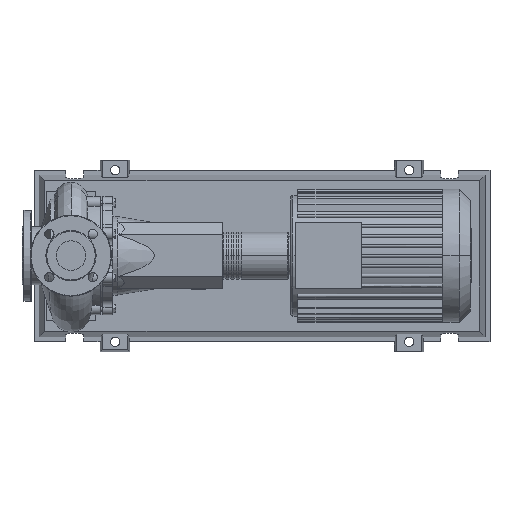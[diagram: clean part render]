
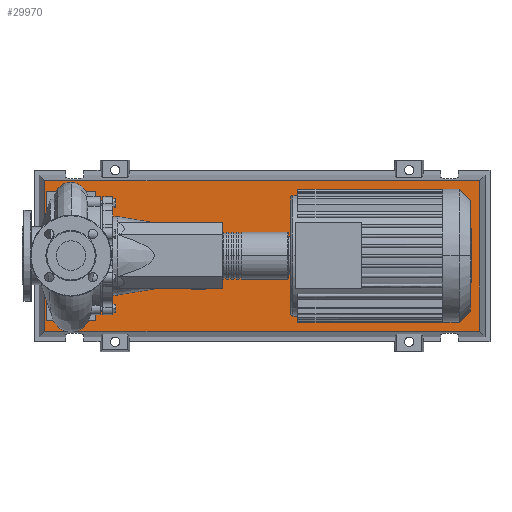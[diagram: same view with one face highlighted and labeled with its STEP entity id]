
A CAD part, top view. The second image highlights one B-rep face of the part: STEP entity #29970.
In plain terms, the highlighted planar face has unit normal (0, 0, 1).
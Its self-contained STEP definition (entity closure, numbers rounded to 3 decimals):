
#29651=CARTESIAN_POINT('',(833.292,-153.292,83.0));
#29652=VERTEX_POINT('',#29651);
#29659=CARTESIAN_POINT('',(-53.292,-153.292,83.0));
#29660=VERTEX_POINT('',#29659);
#29661=CARTESIAN_POINT('',(833.292,-153.292,83.0));
#29662=DIRECTION('',(-1.0,0.0,0.0));
#29663=VECTOR('',#29662,886.584);
#29664=LINE('',#29661,#29663);
#29665=EDGE_CURVE('',#29652,#29660,#29664,.T.);
#29883=CARTESIAN_POINT('',(833.292,153.292,83.0));
#29884=VERTEX_POINT('',#29883);
#29885=CARTESIAN_POINT('',(833.292,153.292,83.0));
#29886=DIRECTION('',(0.0,-1.0,0.0));
#29887=VECTOR('',#29886,306.584);
#29888=LINE('',#29885,#29887);
#29889=EDGE_CURVE('',#29884,#29652,#29888,.T.);
#29907=CARTESIAN_POINT('',(-53.292,153.292,83.0));
#29908=VERTEX_POINT('',#29907);
#29909=CARTESIAN_POINT('',(-53.292,-153.292,83.0));
#29910=DIRECTION('',(0.0,1.0,0.0));
#29911=VECTOR('',#29910,306.584);
#29912=LINE('',#29909,#29911);
#29913=EDGE_CURVE('',#29660,#29908,#29912,.T.);
#29946=CARTESIAN_POINT('',(-53.292,153.292,83.0));
#29947=DIRECTION('',(1.0,0.0,0.0));
#29948=VECTOR('',#29947,886.584);
#29949=LINE('',#29946,#29948);
#29950=EDGE_CURVE('',#29908,#29884,#29949,.T.);
#29959=CARTESIAN_POINT('',(390.,0.,83.0));
#29960=DIRECTION('',(0.0,0.0,1.0));
#29961=DIRECTION('',(1.0,0.0,0.0));
#29962=AXIS2_PLACEMENT_3D('',#29959,#29960,#29961);
#29963=PLANE('',#29962);
#29964=ORIENTED_EDGE('',*,*,#29889,.F.);
#29965=ORIENTED_EDGE('',*,*,#29950,.F.);
#29966=ORIENTED_EDGE('',*,*,#29913,.F.);
#29967=ORIENTED_EDGE('',*,*,#29665,.F.);
#29968=EDGE_LOOP('',(#29964,#29965,#29966,#29967));
#29969=FACE_OUTER_BOUND('',#29968,.T.);
#29970=ADVANCED_FACE('',(#29969),#29963,.T.);
